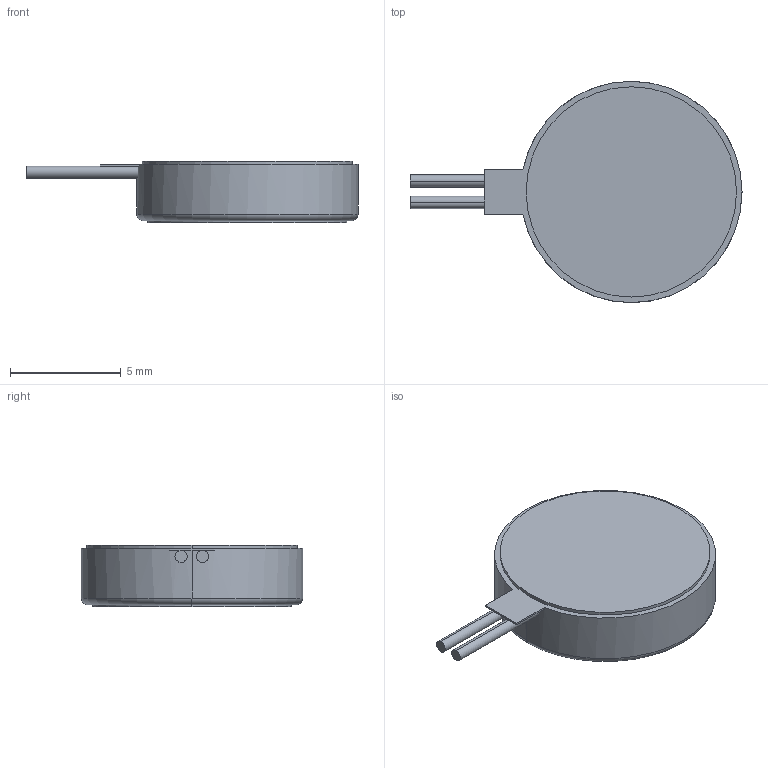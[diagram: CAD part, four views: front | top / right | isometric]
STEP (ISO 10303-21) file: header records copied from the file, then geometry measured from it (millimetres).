
FILE_DESCRIPTION (( 'STEP AP214' ), '1' );
FILE_NAME ('8449.STEP', '2019-05-07T17:27:09', ( '' ), ( '' ), 'SwSTEP 2.0', 'SolidWorks 2018', '' );
FILE_SCHEMA (( 'AUTOMOTIVE_DESIGN' ));
Length unit declared in the file: millimetre
Products named in the file (1): 8449
Bounding box: 15 x 10 x 2.8 mm (x, y, z)
Volume: 221.7 mm3; surface area: 282.9 mm2
Topology: 3 solids, 3 shells, 24 faces, 46 edges, 30 vertices
Faces by surface type: plane 12, cylinder 10, torus 2
Entity records: 837 total; most frequent: DIRECTION 122, CARTESIAN_POINT 101, ORIENTED_EDGE 92, AXIS2_PLACEMENT_3D 51, EDGE_CURVE 46, VERTEX_POINT 30, EDGE_LOOP 26, CIRCLE 26
